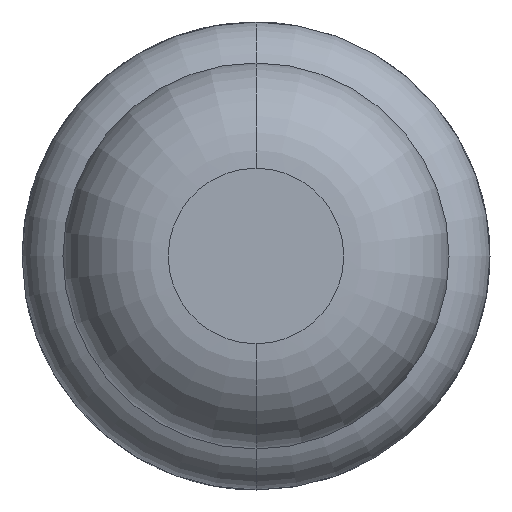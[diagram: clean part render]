
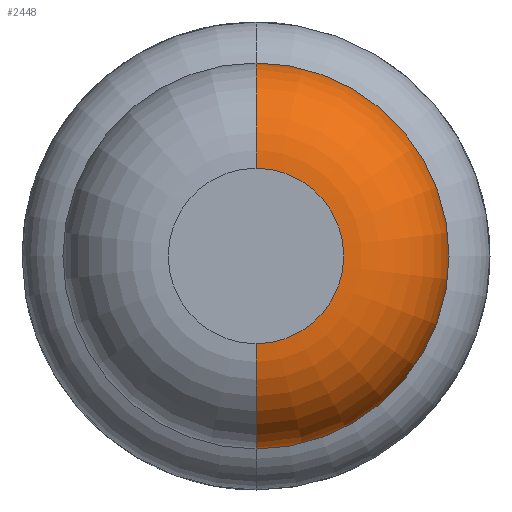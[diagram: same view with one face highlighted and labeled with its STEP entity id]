
A CAD part, front view. The second image highlights one B-rep face of the part: STEP entity #2448.
In plain terms, the highlighted toroidal (fillet/blend) face has major radius 0.375 mm and minor radius 0.45 mm.
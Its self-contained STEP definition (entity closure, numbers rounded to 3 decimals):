
#292 = CIRCLE ( 'NONE', #2036, 0.375 ) ;
#371 = CARTESIAN_POINT ( 'NONE',  ( 0., -29.95, 0.825 ) ) ;
#425 = DIRECTION ( 'NONE',  ( 0., 1., 0. ) ) ;
#450 = DIRECTION ( 'NONE',  ( 0., 1., 0. ) ) ;
#705 = TOROIDAL_SURFACE ( 'NONE', #2602, 0.375, 0.45 ) ;
#810 = CIRCLE ( 'NONE', #3916, 0.825 ) ;
#945 = AXIS2_PLACEMENT_3D ( 'NONE', #1078, #3435, #2081 ) ;
#1078 = CARTESIAN_POINT ( 'NONE',  ( 0., -29.95, -0.375 ) ) ;
#1106 = CIRCLE ( 'NONE', #2981, 0.45 ) ;
#1112 = ORIENTED_EDGE ( 'NONE', *, *, #3230, .T. ) ;
#1235 = DIRECTION ( 'NONE',  ( 0., 0., 1. ) ) ;
#1457 = CARTESIAN_POINT ( 'NONE',  ( 0., -30.4, -0.375 ) ) ;
#1482 = CARTESIAN_POINT ( 'NONE',  ( 0., -29.95, 0. ) ) ;
#1689 = EDGE_LOOP ( 'NONE', ( #2916, #1112, #2356, #3488 ) ) ;
#1826 = CARTESIAN_POINT ( 'NONE',  ( 0., -29.95, 0. ) ) ;
#1880 = DIRECTION ( 'NONE',  ( -1., 0., 0. ) ) ;
#2036 = AXIS2_PLACEMENT_3D ( 'NONE', #2182, #450, #3214 ) ;
#2081 = DIRECTION ( 'NONE',  ( 0., 0., -1. ) ) ;
#2182 = CARTESIAN_POINT ( 'NONE',  ( 0., -30.4, 0. ) ) ;
#2356 = ORIENTED_EDGE ( 'NONE', *, *, #2686, .F. ) ;
#2448 = ADVANCED_FACE ( 'Defeature ausgef�hrt1_6', ( #2606 ), #705, .T. ) ;
#2602 = AXIS2_PLACEMENT_3D ( 'NONE', #1826, #425, #2848 ) ;
#2606 = FACE_OUTER_BOUND ( 'NONE', #1689, .T. ) ;
#2686 = EDGE_CURVE ( 'Defeature ausgef�hrt1_7+Defeature ausgef�hrt1_6+Defeature ausgef�hrt1_6+Defeature ausgef�hrt1_6', #4143, #3615, #810, .T. ) ;
#2848 = DIRECTION ( 'NONE',  ( 0., 0., 1. ) ) ;
#2916 = ORIENTED_EDGE ( 'NONE', *, *, #4166, .T. ) ;
#2981 = AXIS2_PLACEMENT_3D ( 'NONE', #3290, #1880, #1235 ) ;
#3194 = DIRECTION ( 'NONE',  ( 0., 0., 1. ) ) ;
#3214 = DIRECTION ( 'NONE',  ( 0., 0., 1. ) ) ;
#3230 = EDGE_CURVE ( 'NONE', #4232, #3615, #3613, .T. ) ;
#3290 = CARTESIAN_POINT ( 'NONE',  ( 0., -29.95, 0.375 ) ) ;
#3435 = DIRECTION ( 'NONE',  ( 1., 0., 0. ) ) ;
#3488 = ORIENTED_EDGE ( 'NONE', *, *, #4266, .F. ) ;
#3579 = VERTEX_POINT ( 'NONE', #4354 ) ;
#3613 = CIRCLE ( 'NONE', #945, 0.45 ) ;
#3615 = VERTEX_POINT ( 'NONE', #3651 ) ;
#3651 = CARTESIAN_POINT ( 'NONE',  ( 0., -29.95, -0.825 ) ) ;
#3916 = AXIS2_PLACEMENT_3D ( 'NONE', #1482, #4280, #3194 ) ;
#4143 = VERTEX_POINT ( 'NONE', #371 ) ;
#4166 = EDGE_CURVE ( 'Defeature ausgef�hrt1_6+Defeature ausgef�hrt1_5+Defeature ausgef�hrt1_5+Defeature ausgef�hrt1_5', #3579, #4232, #292, .T. ) ;
#4232 = VERTEX_POINT ( 'NONE', #1457 ) ;
#4266 = EDGE_CURVE ( 'NONE', #3579, #4143, #1106, .T. ) ;
#4280 = DIRECTION ( 'NONE',  ( 0., 1., 0. ) ) ;
#4354 = CARTESIAN_POINT ( 'NONE',  ( 0., -30.4, 0.375 ) ) ;
